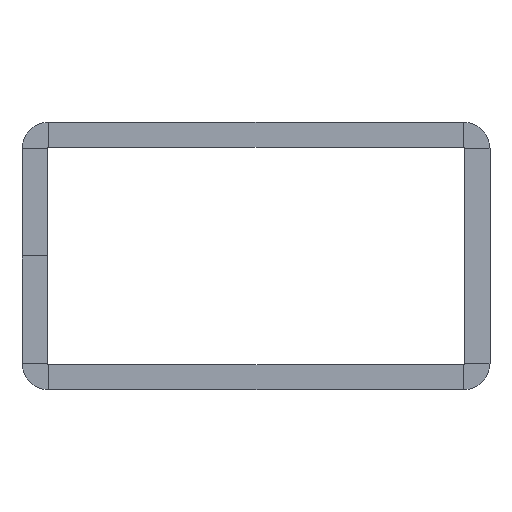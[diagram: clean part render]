
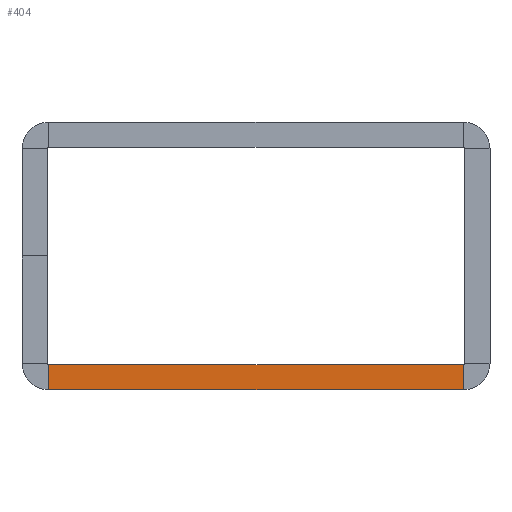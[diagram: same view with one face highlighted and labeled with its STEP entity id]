
A CAD part, top view. The second image highlights one B-rep face of the part: STEP entity #404.
In plain terms, the highlighted planar face has unit normal (0, 0, 1).
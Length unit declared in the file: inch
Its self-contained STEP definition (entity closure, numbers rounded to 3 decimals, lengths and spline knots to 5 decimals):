
#35 = ORIENTED_EDGE ( 'NONE', *, *, #572, .T. ) ;
#67 = DIRECTION ( 'NONE',  ( 0., 0., -1. ) ) ;
#89 = CARTESIAN_POINT ( 'NONE',  ( -1.55299, -0.81299, 0. ) ) ;
#95 = PLANE ( 'NONE',  #1353 ) ;
#102 = LINE ( 'NONE', #1075, #312 ) ;
#119 = CARTESIAN_POINT ( 'NONE',  ( -1.55299, -0.81299, 0. ) ) ;
#197 = DIRECTION ( 'NONE',  ( 1., 0., 0. ) ) ;
#210 = DIRECTION ( 'NONE',  ( 0., 1., 0. ) ) ;
#219 = DIRECTION ( 'NONE',  ( 0., 1., 0. ) ) ;
#239 = VERTEX_POINT ( 'NONE', #607 ) ;
#258 = VECTOR ( 'NONE', #219, 39.37008 ) ;
#312 = VECTOR ( 'NONE', #210, 39.37008 ) ;
#315 = LINE ( 'NONE', #541, #258 ) ;
#329 = EDGE_CURVE ( 'NONE', #239, #1271, #749, .T. ) ;
#345 = EDGE_CURVE ( 'NONE', #641, #239, #315, .T. ) ;
#364 = VECTOR ( 'NONE', #197, 39.37008 ) ;
#404 = ADVANCED_FACE ( 'NONE', ( #408 ), #95, .F. ) ;
#408 = FACE_OUTER_BOUND ( 'NONE', #874, .T. ) ;
#409 = EDGE_CURVE ( 'NONE', #641, #1172, #1354, .T. ) ;
#462 = CARTESIAN_POINT ( 'NONE',  ( 1.55299, -1.00197, 0. ) ) ;
#517 = CARTESIAN_POINT ( 'NONE',  ( -1.55299, -1.00197, 0. ) ) ;
#541 = CARTESIAN_POINT ( 'NONE',  ( -1.55299, -0.81299, 0. ) ) ;
#572 = EDGE_CURVE ( 'NONE', #1172, #1271, #102, .T. ) ;
#607 = CARTESIAN_POINT ( 'NONE',  ( -1.55299, -0.81299, 0. ) ) ;
#641 = VERTEX_POINT ( 'NONE', #892 ) ;
#655 = DIRECTION ( 'NONE',  ( 1., 0., 0. ) ) ;
#749 = LINE ( 'NONE', #119, #926 ) ;
#768 = ORIENTED_EDGE ( 'NONE', *, *, #409, .T. ) ;
#874 = EDGE_LOOP ( 'NONE', ( #875, #924, #768, #35 ) ) ;
#875 = ORIENTED_EDGE ( 'NONE', *, *, #329, .F. ) ;
#892 = CARTESIAN_POINT ( 'NONE',  ( -1.55299, -1.00197, 0. ) ) ;
#924 = ORIENTED_EDGE ( 'NONE', *, *, #345, .F. ) ;
#926 = VECTOR ( 'NONE', #655, 39.37008 ) ;
#1025 = DIRECTION ( 'NONE',  ( -1., 0., 0. ) ) ;
#1075 = CARTESIAN_POINT ( 'NONE',  ( 1.55299, -0.81299, 0. ) ) ;
#1172 = VERTEX_POINT ( 'NONE', #462 ) ;
#1237 = CARTESIAN_POINT ( 'NONE',  ( 1.55299, -0.81299, 0. ) ) ;
#1271 = VERTEX_POINT ( 'NONE', #1237 ) ;
#1353 = AXIS2_PLACEMENT_3D ( 'NONE', #89, #67, #1025 ) ;
#1354 = LINE ( 'NONE', #517, #364 ) ;
